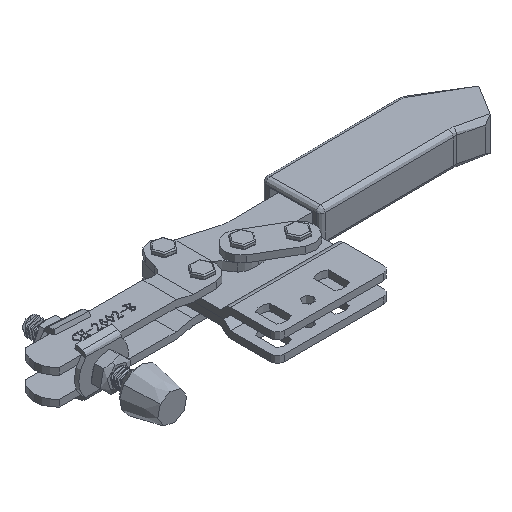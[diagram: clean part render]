
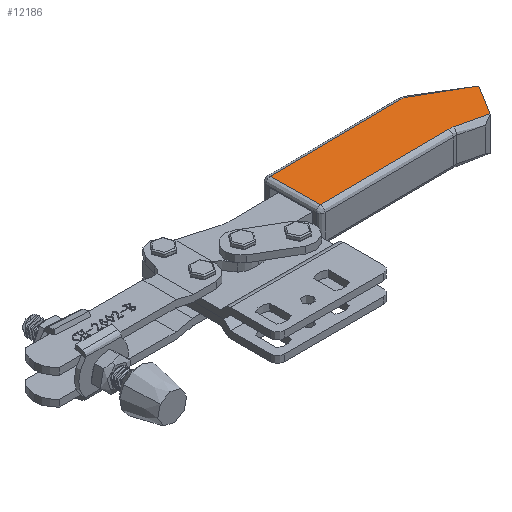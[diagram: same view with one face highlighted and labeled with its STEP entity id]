
A CAD part, isometric view. The second image highlights one B-rep face of the part: STEP entity #12186.
In plain terms, the highlighted planar face has unit normal (0, 0, 1).
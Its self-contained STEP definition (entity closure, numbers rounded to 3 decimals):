
#37 = CARTESIAN_POINT ( 'NONE',  ( 950.859, 108.549, 15. ) ) ;
#169 = ORIENTED_EDGE ( 'NONE', *, *, #36291, .T. ) ;
#611 = LINE ( 'NONE', #36116, #7370 ) ;
#1191 = AXIS2_PLACEMENT_3D ( 'NONE', #20789, #3581, #23629 ) ;
#1919 = ORIENTED_EDGE ( 'NONE', *, *, #18149, .T. ) ;
#1927 = DIRECTION ( 'NONE',  ( 1., 0., 0. ) ) ;
#2062 = CARTESIAN_POINT ( 'NONE',  ( 951.182, 109.438, 15. ) ) ;
#2170 = CARTESIAN_POINT ( 'NONE',  ( 929.15, 117.715, 15. ) ) ;
#3581 = DIRECTION ( 'NONE',  ( 0., 0., 1. ) ) ;
#3765 = EDGE_CURVE ( 'NONE', #22082, #30111, #24852, .T. ) ;
#3896 = LINE ( 'NONE', #8886, #18309 ) ;
#4114 = DIRECTION ( 'NONE',  ( -1., 0., 0. ) ) ;
#4193 = DIRECTION ( 'NONE',  ( 0., 0., 1. ) ) ;
#4356 = EDGE_LOOP ( 'NONE', ( #8309, #28348, #5110, #19953, #25673, #32281, #1919, #169, #13686 ) ) ;
#5099 = DIRECTION ( 'NONE',  ( 1., 0., 0. ) ) ;
#5110 = ORIENTED_EDGE ( 'NONE', *, *, #28254, .T. ) ;
#6283 = PLANE ( 'NONE',  #1191 ) ;
#7370 = VECTOR ( 'NONE', #19335, 1000. ) ;
#7655 = AXIS2_PLACEMENT_3D ( 'NONE', #21400, #4193, #24243 ) ;
#8139 = LINE ( 'NONE', #31196, #29083 ) ;
#8309 = ORIENTED_EDGE ( 'NONE', *, *, #9350, .T. ) ;
#8789 = VERTEX_POINT ( 'NONE', #36371 ) ;
#8886 = CARTESIAN_POINT ( 'NONE',  ( 625.623, -400.061, 15. ) ) ;
#9350 = EDGE_CURVE ( 'NONE', #28992, #35048, #25670, .T. ) ;
#9741 = VECTOR ( 'NONE', #29771, 1000. ) ;
#9853 = EDGE_CURVE ( 'NONE', #35048, #21311, #611, .T. ) ;
#10003 = CARTESIAN_POINT ( 'NONE',  ( 870.739, 121.715, 15. ) ) ;
#11152 = CARTESIAN_POINT ( 'NONE',  ( 940.251, 96.925, 15. ) ) ;
#11154 = VECTOR ( 'NONE', #14046, 1000. ) ;
#11362 = CARTESIAN_POINT ( 'NONE',  ( 942.991, 96.245, 15. ) ) ;
#12059 = LINE ( 'NONE', #11152, #11154 ) ;
#12186 = ADVANCED_FACE ( 'NONE', ( #33888 ), #6283, .T. ) ;
#13686 = ORIENTED_EDGE ( 'NONE', *, *, #18786, .T. ) ;
#14046 = DIRECTION ( 'NONE',  ( 0.971, -0.241, 0. ) ) ;
#14132 = EDGE_CURVE ( 'NONE', #30111, #21363, #8139, .T. ) ;
#14265 = DIRECTION ( 'NONE',  ( 1., 0., 0. ) ) ;
#14527 = CARTESIAN_POINT ( 'NONE',  ( 929.951, 99.479, 15. ) ) ;
#14635 = LINE ( 'NONE', #21312, #23091 ) ;
#14960 = CIRCLE ( 'NONE', #17947, 4. ) ;
#16976 = CARTESIAN_POINT ( 'NONE',  ( 931.172, 121.166, 15. ) ) ;
#17446 = AXIS2_PLACEMENT_3D ( 'NONE', #35967, #19173, #1927 ) ;
#17947 = AXIS2_PLACEMENT_3D ( 'NONE', #2170, #22265, #5099 ) ;
#18149 = EDGE_CURVE ( 'NONE', #21363, #22440, #24947, .T. ) ;
#18309 = VECTOR ( 'NONE', #25934, 1000. ) ;
#18786 = EDGE_CURVE ( 'NONE', #23365, #28992, #3896, .T. ) ;
#19173 = DIRECTION ( 'NONE',  ( 0., 0., -1. ) ) ;
#19335 = DIRECTION ( 'NONE',  ( -0.863, 0.506, 0. ) ) ;
#19953 = ORIENTED_EDGE ( 'NONE', *, *, #21555, .T. ) ;
#20789 = CARTESIAN_POINT ( 'NONE',  ( 0., 0., 15. ) ) ;
#21311 = VERTEX_POINT ( 'NONE', #16976 ) ;
#21312 = CARTESIAN_POINT ( 'NONE',  ( 870.739, 121.715, 15. ) ) ;
#21363 = VERTEX_POINT ( 'NONE', #36744 ) ;
#21400 = CARTESIAN_POINT ( 'NONE',  ( 948.236, 110.006, 15. ) ) ;
#21555 = EDGE_CURVE ( 'NONE', #8789, #22082, #14635, .T. ) ;
#22082 = VERTEX_POINT ( 'NONE', #10003 ) ;
#22265 = DIRECTION ( 'NONE',  ( 0., 0., 1. ) ) ;
#22440 = VERTEX_POINT ( 'NONE', #14527 ) ;
#23091 = VECTOR ( 'NONE', #4114, 1000. ) ;
#23365 = VERTEX_POINT ( 'NONE', #11362 ) ;
#23629 = DIRECTION ( 'NONE',  ( 1., 0., 0. ) ) ;
#24243 = DIRECTION ( 'NONE',  ( 1., 0., 0. ) ) ;
#24852 = LINE ( 'NONE', #30242, #9741 ) ;
#24947 = CIRCLE ( 'NONE', #17446, 8. ) ;
#25670 = CIRCLE ( 'NONE', #7655, 3. ) ;
#25673 = ORIENTED_EDGE ( 'NONE', *, *, #3765, .T. ) ;
#25934 = DIRECTION ( 'NONE',  ( 0.539, 0.842, 0. ) ) ;
#28254 = EDGE_CURVE ( 'NONE', #21311, #8789, #14960, .T. ) ;
#28348 = ORIENTED_EDGE ( 'NONE', *, *, #9853, .T. ) ;
#28988 = CARTESIAN_POINT ( 'NONE',  ( 870.739, 99.715, 15. ) ) ;
#28992 = VERTEX_POINT ( 'NONE', #37 ) ;
#29083 = VECTOR ( 'NONE', #14265, 1000. ) ;
#29771 = DIRECTION ( 'NONE',  ( 0., -1., 0. ) ) ;
#30111 = VERTEX_POINT ( 'NONE', #28988 ) ;
#30242 = CARTESIAN_POINT ( 'NONE',  ( 870.739, 99.715, 15. ) ) ;
#31196 = CARTESIAN_POINT ( 'NONE',  ( 928.025, 99.715, 15. ) ) ;
#32281 = ORIENTED_EDGE ( 'NONE', *, *, #14132, .T. ) ;
#33888 = FACE_OUTER_BOUND ( 'NONE', #4356, .T. ) ;
#35048 = VERTEX_POINT ( 'NONE', #2062 ) ;
#35967 = CARTESIAN_POINT ( 'NONE',  ( 928.025, 91.715, 15. ) ) ;
#36116 = CARTESIAN_POINT ( 'NONE',  ( 931.172, 121.166, 15. ) ) ;
#36291 = EDGE_CURVE ( 'NONE', #22440, #23365, #12059, .T. ) ;
#36371 = CARTESIAN_POINT ( 'NONE',  ( 929.15, 121.715, 15. ) ) ;
#36744 = CARTESIAN_POINT ( 'NONE',  ( 928.025, 99.715, 15. ) ) ;
